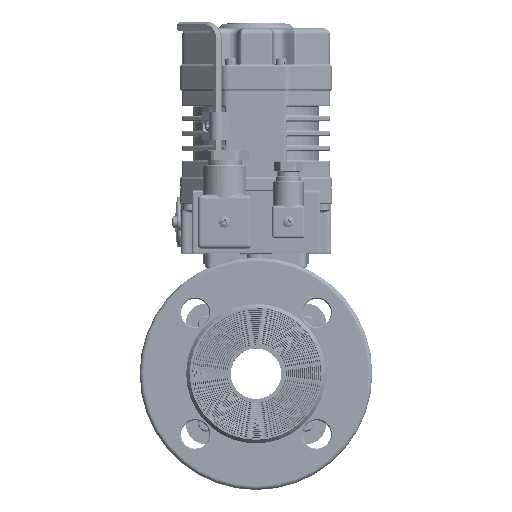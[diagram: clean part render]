
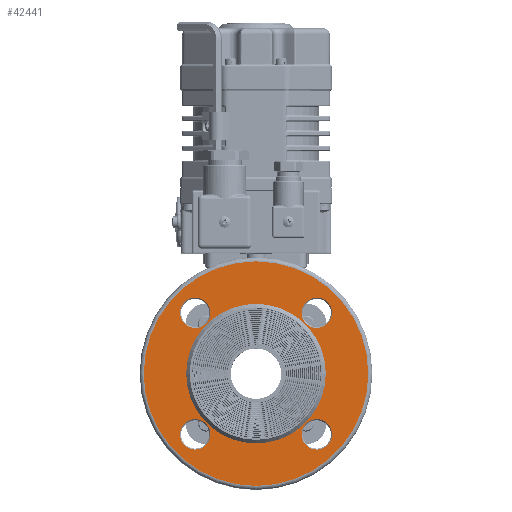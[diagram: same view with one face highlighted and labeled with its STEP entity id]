
A CAD part, top view. The second image highlights one B-rep face of the part: STEP entity #42441.
In plain terms, the highlighted planar face has unit normal (0, 0, 1).
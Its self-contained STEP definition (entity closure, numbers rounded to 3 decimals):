
#9414=ORIENTED_EDGE('',*,*,#21869,.F.);
#9415=ORIENTED_EDGE('',*,*,#21870,.T.);
#9416=ORIENTED_EDGE('',*,*,#21871,.T.);
#9417=ORIENTED_EDGE('',*,*,#21872,.T.);
#9418=ORIENTED_EDGE('',*,*,#21873,.T.);
#9419=ORIENTED_EDGE('',*,*,#21874,.T.);
#21869=EDGE_CURVE('',#28174,#28174,#32153,.T.);
#21870=EDGE_CURVE('',#28175,#28175,#32154,.T.);
#21871=EDGE_CURVE('',#28176,#28176,#32155,.T.);
#21872=EDGE_CURVE('',#28177,#28177,#32156,.T.);
#21873=EDGE_CURVE('',#28178,#28178,#32157,.T.);
#21874=EDGE_CURVE('',#28179,#28179,#32158,.T.);
#28174=VERTEX_POINT('',#86478);
#28175=VERTEX_POINT('',#86480);
#28176=VERTEX_POINT('',#86482);
#28177=VERTEX_POINT('',#86484);
#28178=VERTEX_POINT('',#86486);
#28179=VERTEX_POINT('',#86488);
#32153=CIRCLE('',#52774,34.5);
#32154=CIRCLE('',#52775,55.5);
#32155=CIRCLE('',#52776,7.5);
#32156=CIRCLE('',#52777,7.5);
#32157=CIRCLE('',#52778,7.5);
#32158=CIRCLE('',#52779,7.5);
#34858=EDGE_LOOP('',(#9414));
#34859=EDGE_LOOP('',(#9415));
#34860=EDGE_LOOP('',(#9416));
#34861=EDGE_LOOP('',(#9417));
#34862=EDGE_LOOP('',(#9418));
#34863=EDGE_LOOP('',(#9419));
#38166=FACE_BOUND('',#34858,.T.);
#38167=FACE_BOUND('',#34859,.T.);
#38168=FACE_BOUND('',#34860,.T.);
#38169=FACE_BOUND('',#34861,.T.);
#38170=FACE_BOUND('',#34862,.T.);
#38171=FACE_BOUND('',#34863,.T.);
#41433=PLANE('',#52773);
#42441=ADVANCED_FACE('',(#38166,#38167,#38168,#38169,#38170,#38171),#41433,
 .T.);
#52773=AXIS2_PLACEMENT_3D('',#86476,#58309,#58310);
#52774=AXIS2_PLACEMENT_3D('',#86477,#58311,#58312);
#52775=AXIS2_PLACEMENT_3D('',#86479,#58313,#58314);
#52776=AXIS2_PLACEMENT_3D('',#86481,#58315,#58316);
#52777=AXIS2_PLACEMENT_3D('',#86483,#58317,#58318);
#52778=AXIS2_PLACEMENT_3D('',#86485,#58319,#58320);
#52779=AXIS2_PLACEMENT_3D('',#86487,#58321,#58322);
#58309=DIRECTION('',(0.,0.,1.));
#58310=DIRECTION('',(1.,0.,0.));
#58311=DIRECTION('',(0.,0.,1.));
#58312=DIRECTION('',(1.,0.,0.));
#58313=DIRECTION('',(0.,0.,1.));
#58314=DIRECTION('',(1.,0.,0.));
#58315=DIRECTION('',(0.,0.,-1.));
#58316=DIRECTION('',(1.,0.,0.));
#58317=DIRECTION('',(0.,0.,-1.));
#58318=DIRECTION('',(1.,0.,0.));
#58319=DIRECTION('',(0.,0.,-1.));
#58320=DIRECTION('',(1.,0.,0.));
#58321=DIRECTION('',(0.,0.,-1.));
#58322=DIRECTION('',(1.,0.,0.));
#86476=CARTESIAN_POINT('',(0.,0.,15.5));
#86477=CARTESIAN_POINT('',(0.,0.,15.5));
#86478=CARTESIAN_POINT('',(34.5,0.,15.5));
#86479=CARTESIAN_POINT('',(0.,0.,15.5));
#86480=CARTESIAN_POINT('',(55.5,0.,15.5));
#86481=CARTESIAN_POINT('',(-30.052,30.052,15.5));
#86482=CARTESIAN_POINT('',(-22.552,30.052,15.5));
#86483=CARTESIAN_POINT('',(-30.052,-30.052,15.5));
#86484=CARTESIAN_POINT('',(-22.552,-30.052,15.5));
#86485=CARTESIAN_POINT('',(30.052,-30.052,15.5));
#86486=CARTESIAN_POINT('',(37.552,-30.052,15.5));
#86487=CARTESIAN_POINT('',(30.052,30.052,15.5));
#86488=CARTESIAN_POINT('',(37.552,30.052,15.5));
